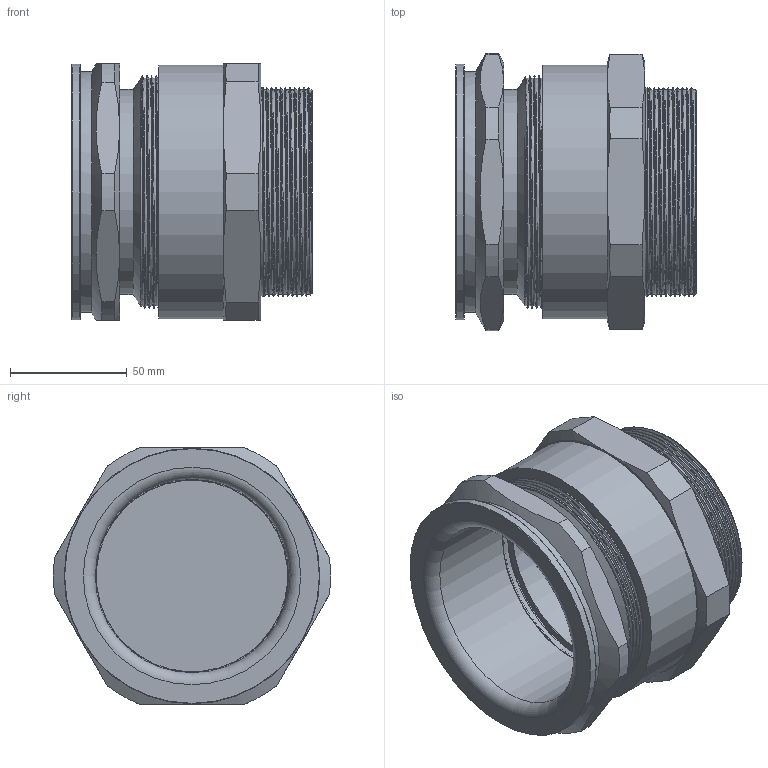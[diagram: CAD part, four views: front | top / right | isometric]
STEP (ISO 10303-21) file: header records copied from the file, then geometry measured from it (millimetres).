
FILE_DESCRIPTION(/* description */ ('ADE-1F2 M 90x2,0, KB: 66-83 mm'),/* implementation_level */ '2;1');
FILE_NAME(/* name */ '00807504V1-RST.stp',/* time_stamp */ '2021-07-20T10:50:26+02:00',/* author */ ('sl'),/* organization */ (''),/* preprocessor_version */ 'ST-DEVELOPER v16.5',/* originating_system */ 'Autodesk Inventor 2017',/* authorisation */ '');
FILE_SCHEMA (('AUTOMOTIVE_DESIGN { 1 0 10303 214 3 1 1 }'));
Length unit declared in the file: millimetre
Products named in the file (5): 00807504V1; 00807504V1_1; 00807504V1_2; 00807504V1_3; 00807504V1_4
Assembly tree (4 placements, depth 2):
  00807504V1
    00807504V1_1
    00807504V1_2
    00807504V1_3
    00807504V1_4
Bounding box: 103.02 x 118.78 x 110 mm (x, y, z)
Volume: 300918.6 mm3; surface area: 136216.1 mm2
Topology: 4 solids, 4 shells, 127 faces, 284 edges, 178 vertices
Faces by surface type: cylinder 42, plane 41, cone 28, torus 10, bspline 6
Full cylindrical faces by diameter (mm): 82.05 x1, 82.96 x1, 83.12 x1, 83.2 x1, 83.96 x1, 84 x1, 86.4 x1, 87.9 x1, 88 x1, 90.49 x1, 96.47 x1, 96.61 x2, 96.84 x13, 103.3 x1, 108.8 x1, 109.56 x1
Entity records: 8717 total; most frequent: CARTESIAN_POINT 6438, DIRECTION 450, ORIENTED_EDGE 402, AXIS2_PLACEMENT_3D 213, EDGE_CURVE 201, EDGE_LOOP 168, VERTEX_POINT 145, FACE_OUTER_BOUND 113
